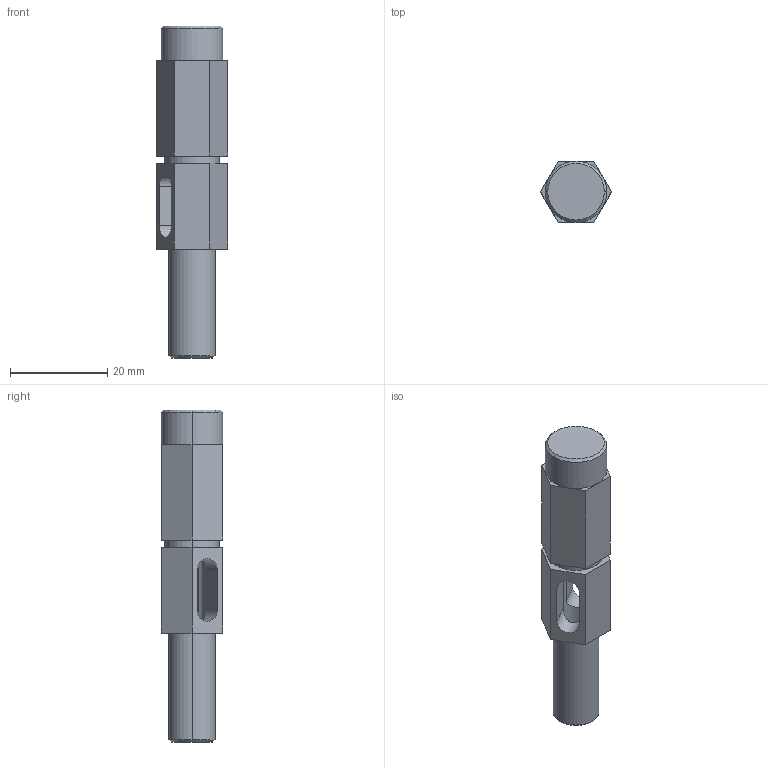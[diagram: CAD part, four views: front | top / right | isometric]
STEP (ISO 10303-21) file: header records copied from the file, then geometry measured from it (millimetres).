
FILE_DESCRIPTION (( 'STEP AP214' ), '1' );
FILE_NAME ('am-3331 Rocketbox Shifting Shaft.STEP', '2018-06-21T16:46:58', ( '' ), ( '' ), 'SwSTEP 2.0', 'SolidWorks 2017', '' );
FILE_SCHEMA (( 'AUTOMOTIVE_DESIGN' ));
Length unit declared in the file: inch
Products named in the file (1): am-3331 Rocketbox Shifting Shaft
Bounding box: 14.66 x 12.7 x 68.43 mm (x, y, z)
Volume: 6338.3 mm3; surface area: 3799.6 mm2
Topology: 1 solids, 1 shells, 40 faces, 102 edges, 65 vertices
Faces by surface type: plane 22, cylinder 12, cone 6
Entity records: 1356 total; most frequent: CARTESIAN_POINT 342, ORIENTED_EDGE 200, DIRECTION 198, EDGE_CURVE 100, LINE 68, VECTOR 68, VERTEX_POINT 65, AXIS2_PLACEMENT_3D 65
